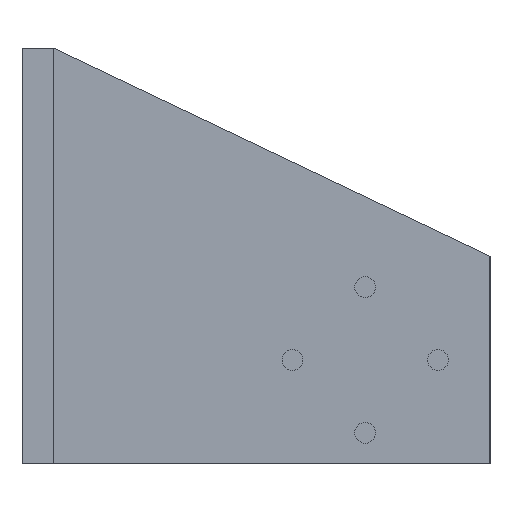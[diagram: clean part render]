
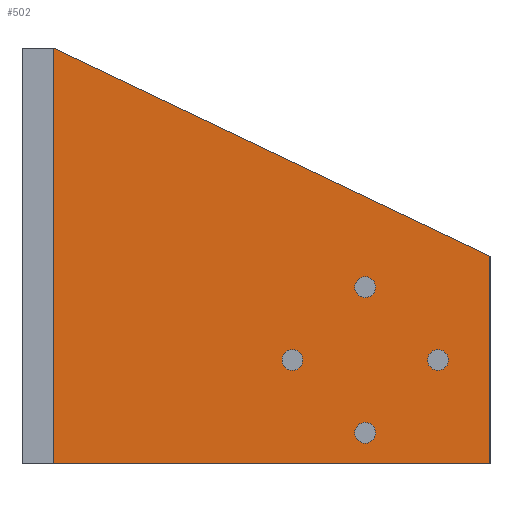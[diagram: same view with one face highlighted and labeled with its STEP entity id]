
A CAD part, left-side view. The second image highlights one B-rep face of the part: STEP entity #502.
In plain terms, the highlighted planar face has unit normal (-1, 0, 0).
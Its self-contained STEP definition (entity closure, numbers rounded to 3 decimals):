
#36=FACE_BOUND('',#111,.T.);
#37=FACE_BOUND('',#112,.T.);
#38=FACE_BOUND('',#113,.T.);
#39=FACE_BOUND('',#114,.T.);
#54=CIRCLE('',#562,1.);
#55=CIRCLE('',#563,1.);
#56=CIRCLE('',#564,1.);
#57=CIRCLE('',#565,1.);
#71=FACE_OUTER_BOUND('',#110,.T.);
#110=EDGE_LOOP('',(#403,#404,#405,#406));
#111=EDGE_LOOP('',(#407));
#112=EDGE_LOOP('',(#408));
#113=EDGE_LOOP('',(#409));
#114=EDGE_LOOP('',(#410));
#143=LINE('',#750,#192);
#146=LINE('',#755,#195);
#156=LINE('',#775,#205);
#164=LINE('',#814,#213);
#192=VECTOR('',#604,1.);
#195=VECTOR('',#609,1.);
#205=VECTOR('',#621,1.);
#213=VECTOR('',#663,1.);
#232=VERTEX_POINT('',#729);
#239=VERTEX_POINT('',#749);
#240=VERTEX_POINT('',#753);
#249=VERTEX_POINT('',#773);
#264=VERTEX_POINT('',#816);
#265=VERTEX_POINT('',#818);
#266=VERTEX_POINT('',#820);
#267=VERTEX_POINT('',#822);
#283=EDGE_CURVE('',#239,#232,#143,.T.);
#286=EDGE_CURVE('',#240,#232,#146,.T.);
#296=EDGE_CURVE('',#240,#249,#156,.T.);
#316=EDGE_CURVE('',#249,#239,#164,.T.);
#317=EDGE_CURVE('',#264,#264,#54,.T.);
#318=EDGE_CURVE('',#265,#265,#55,.T.);
#319=EDGE_CURVE('',#266,#266,#56,.T.);
#320=EDGE_CURVE('',#267,#267,#57,.T.);
#403=ORIENTED_EDGE('',*,*,#286,.F.);
#404=ORIENTED_EDGE('',*,*,#296,.T.);
#405=ORIENTED_EDGE('',*,*,#316,.T.);
#406=ORIENTED_EDGE('',*,*,#283,.T.);
#407=ORIENTED_EDGE('',*,*,#317,.T.);
#408=ORIENTED_EDGE('',*,*,#318,.T.);
#409=ORIENTED_EDGE('',*,*,#319,.T.);
#410=ORIENTED_EDGE('',*,*,#320,.T.);
#484=PLANE('',#561);
#502=ADVANCED_FACE('',(#71,#36,#37,#38,#39),#484,.T.);
#561=AXIS2_PLACEMENT_3D('',#815,#664,#665);
#562=AXIS2_PLACEMENT_3D('',#817,#666,#667);
#563=AXIS2_PLACEMENT_3D('',#819,#668,#669);
#564=AXIS2_PLACEMENT_3D('',#821,#670,#671);
#565=AXIS2_PLACEMENT_3D('',#823,#672,#673);
#604=DIRECTION('',(0.,0.903,0.43));
#609=DIRECTION('',(0.,0.,1.));
#621=DIRECTION('',(0.,-1.,0.));
#663=DIRECTION('',(0.,0.,1.));
#664=DIRECTION('center_axis',(-1.,0.,0.));
#665=DIRECTION('ref_axis',(0.,0.,1.));
#666=DIRECTION('center_axis',(1.,0.,0.));
#667=DIRECTION('ref_axis',(0.,1.,0.));
#668=DIRECTION('center_axis',(1.,0.,0.));
#669=DIRECTION('ref_axis',(0.,1.,0.));
#670=DIRECTION('center_axis',(1.,0.,0.));
#671=DIRECTION('ref_axis',(0.,1.,0.));
#672=DIRECTION('center_axis',(1.,0.,0.));
#673=DIRECTION('ref_axis',(0.,1.,0.));
#729=CARTESIAN_POINT('',(-32.25,-3.,30.));
#749=CARTESIAN_POINT('',(-32.25,-45.,10.));
#750=CARTESIAN_POINT('',(-32.25,-13.422,25.037));
#753=CARTESIAN_POINT('',(-32.25,-3.,-10.));
#755=CARTESIAN_POINT('',(-32.25,-3.,-30.));
#773=CARTESIAN_POINT('',(-32.25,-45.,-10.));
#775=CARTESIAN_POINT('',(-32.25,-32.315,-10.));
#814=CARTESIAN_POINT('',(-32.25,-45.,-30.));
#815=CARTESIAN_POINT('Origin',(-32.25,0.,-30.));
#816=CARTESIAN_POINT('',(-32.25,-41.,0.));
#817=CARTESIAN_POINT('Origin',(-32.25,-40.,0.));
#818=CARTESIAN_POINT('',(-32.25,-34.,-7.));
#819=CARTESIAN_POINT('Origin',(-32.25,-33.,-7.));
#820=CARTESIAN_POINT('',(-32.25,-27.,0.));
#821=CARTESIAN_POINT('Origin',(-32.25,-26.,0.));
#822=CARTESIAN_POINT('',(-32.25,-34.,7.));
#823=CARTESIAN_POINT('Origin',(-32.25,-33.,7.));
